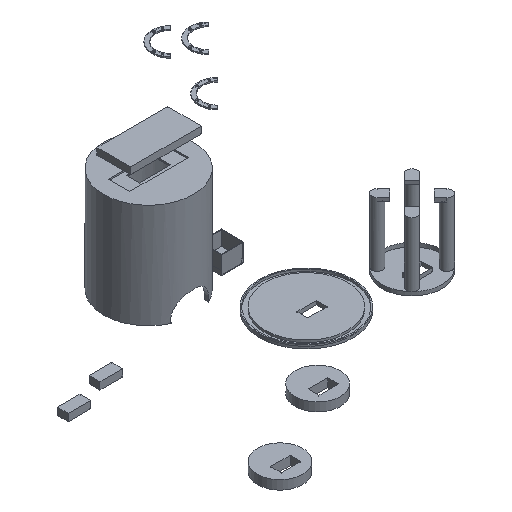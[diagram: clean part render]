
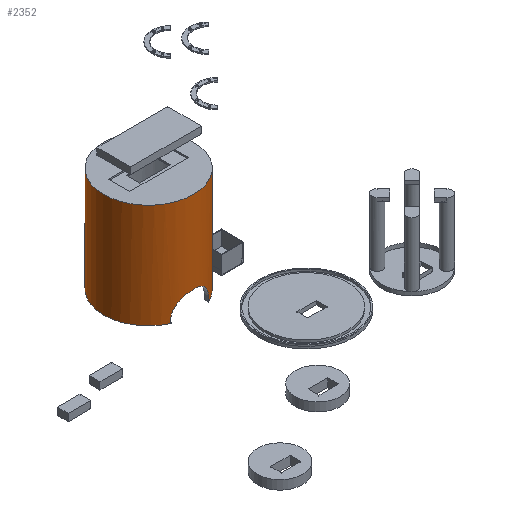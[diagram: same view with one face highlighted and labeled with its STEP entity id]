
A CAD part, isometric view. The second image highlights one B-rep face of the part: STEP entity #2352.
In plain terms, the highlighted cylindrical face has radius 60 mm (diameter 120 mm), a full revolution.
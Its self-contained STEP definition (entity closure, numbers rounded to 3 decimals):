
#14=B_SPLINE_CURVE_WITH_KNOTS('',3,(#3603,#3604,#3605,#3606,#3607,#3608,
#3609,#3610,#3611,#3612,#3613,#3614,#3615,#3616,#3617,#3618,#3619,#3620,
#3621,#3622,#3623,#3624,#3625,#3626,#3627,#3628,#3629,#3630,#3631,#3632,
#3633,#3634,#3635,#3636,#3637,#3638,#3639,#3640,#3641),.UNSPECIFIED.,.F.,
 .F.,(4,3,2,2,2,2,2,2,2,2,2,2,2,2,2,2,2,2,4),(-0.463,0.,0.478,
0.955,1.433,1.91,2.387,2.864,
3.341,3.818,4.295,4.772,5.249,
5.726,6.203,6.681,7.158,7.636,
8.099),.UNSPECIFIED.);
#19=CYLINDRICAL_SURFACE('',#2525,60.);
#52=CIRCLE('',#2508,60.);
#53=CIRCLE('',#2509,60.);
#55=CIRCLE('',#2520,60.);
#241=FACE_OUTER_BOUND('',#388,.T.);
#388=EDGE_LOOP('',(#1785,#1786,#1787,#1788,#1789,#1790));
#616=LINE('',#3696,#863);
#863=VECTOR('',#2921,60.);
#1060=VERTEX_POINT('',#3552);
#1061=VERTEX_POINT('',#3554);
#1062=VERTEX_POINT('',#3556);
#1079=VERTEX_POINT('',#3684);
#1306=EDGE_CURVE('',#1060,#1061,#52,.T.);
#1307=EDGE_CURVE('',#1061,#1062,#53,.T.);
#1312=EDGE_CURVE('',#1060,#1062,#14,.F.);
#1333=EDGE_CURVE('',#1079,#1079,#55,.T.);
#1338=EDGE_CURVE('',#1061,#1079,#616,.T.);
#1785=ORIENTED_EDGE('',*,*,#1306,.F.);
#1786=ORIENTED_EDGE('',*,*,#1312,.T.);
#1787=ORIENTED_EDGE('',*,*,#1307,.F.);
#1788=ORIENTED_EDGE('',*,*,#1338,.T.);
#1789=ORIENTED_EDGE('',*,*,#1333,.F.);
#1790=ORIENTED_EDGE('',*,*,#1338,.F.);
#2352=ADVANCED_FACE('',(#241),#19,.T.);
#2508=AXIS2_PLACEMENT_3D('',#3555,#2859,#2860);
#2509=AXIS2_PLACEMENT_3D('',#3557,#2861,#2862);
#2520=AXIS2_PLACEMENT_3D('',#3685,#2905,#2906);
#2525=AXIS2_PLACEMENT_3D('',#3695,#2919,#2920);
#2859=DIRECTION('center_axis',(0.,0.,-1.));
#2860=DIRECTION('ref_axis',(1.,0.,0.));
#2861=DIRECTION('center_axis',(0.,0.,-1.));
#2862=DIRECTION('ref_axis',(1.,0.,0.));
#2905=DIRECTION('center_axis',(0.,0.,1.));
#2906=DIRECTION('ref_axis',(1.,0.,0.));
#2919=DIRECTION('center_axis',(0.,0.,-1.));
#2920=DIRECTION('ref_axis',(1.,0.,0.));
#2921=DIRECTION('',(0.,0.,1.));
#3552=CARTESIAN_POINT('',(450.447,-704.746,23.));
#3554=CARTESIAN_POINT('',(415.,-650.,23.));
#3555=CARTESIAN_POINT('Origin',(475.,-650.,23.));
#3556=CARTESIAN_POINT('',(499.553,-704.746,23.));
#3557=CARTESIAN_POINT('Origin',(475.,-650.,23.));
#3603=CARTESIAN_POINT('Ctrl Pts',(499.553,-704.746,23.));
#3604=CARTESIAN_POINT('Ctrl Pts',(499.855,-704.611,24.576));
#3605=CARTESIAN_POINT('Ctrl Pts',(500.,-704.544,26.164));
#3606=CARTESIAN_POINT('Ctrl Pts',(500.,-704.544,27.709));
#3607=CARTESIAN_POINT('Ctrl Pts',(500.,-704.544,29.301));
#3608=CARTESIAN_POINT('Ctrl Pts',(499.846,-704.615,30.939));
#3609=CARTESIAN_POINT('Ctrl Pts',(499.203,-704.903,34.186));
#3610=CARTESIAN_POINT('Ctrl Pts',(498.715,-705.119,35.793));
#3611=CARTESIAN_POINT('Ctrl Pts',(497.434,-705.652,38.866));
#3612=CARTESIAN_POINT('Ctrl Pts',(496.64,-705.97,40.334));
#3613=CARTESIAN_POINT('Ctrl Pts',(494.812,-706.643,43.044));
#3614=CARTESIAN_POINT('Ctrl Pts',(493.777,-706.998,44.287));
#3615=CARTESIAN_POINT('Ctrl Pts',(491.579,-707.675,46.485));
#3616=CARTESIAN_POINT('Ctrl Pts',(490.337,-708.023,47.519));
#3617=CARTESIAN_POINT('Ctrl Pts',(487.627,-708.673,49.348));
#3618=CARTESIAN_POINT('Ctrl Pts',(486.158,-708.974,50.143));
#3619=CARTESIAN_POINT('Ctrl Pts',(483.083,-709.473,51.425));
#3620=CARTESIAN_POINT('Ctrl Pts',(481.475,-709.672,51.912));
#3621=CARTESIAN_POINT('Ctrl Pts',(478.228,-709.935,52.555));
#3622=CARTESIAN_POINT('Ctrl Pts',(476.59,-710.,52.709));
#3623=CARTESIAN_POINT('Ctrl Pts',(473.41,-710.,52.709));
#3624=CARTESIAN_POINT('Ctrl Pts',(471.772,-709.935,52.555));
#3625=CARTESIAN_POINT('Ctrl Pts',(468.525,-709.672,51.912));
#3626=CARTESIAN_POINT('Ctrl Pts',(466.917,-709.473,51.425));
#3627=CARTESIAN_POINT('Ctrl Pts',(463.842,-708.974,50.143));
#3628=CARTESIAN_POINT('Ctrl Pts',(462.373,-708.673,49.348));
#3629=CARTESIAN_POINT('Ctrl Pts',(459.663,-708.023,47.519));
#3630=CARTESIAN_POINT('Ctrl Pts',(458.421,-707.675,46.485));
#3631=CARTESIAN_POINT('Ctrl Pts',(456.223,-706.998,44.287));
#3632=CARTESIAN_POINT('Ctrl Pts',(455.188,-706.643,43.044));
#3633=CARTESIAN_POINT('Ctrl Pts',(453.36,-705.97,40.334));
#3634=CARTESIAN_POINT('Ctrl Pts',(452.566,-705.652,38.866));
#3635=CARTESIAN_POINT('Ctrl Pts',(451.285,-705.119,35.793));
#3636=CARTESIAN_POINT('Ctrl Pts',(450.797,-704.903,34.186));
#3637=CARTESIAN_POINT('Ctrl Pts',(450.154,-704.615,30.939));
#3638=CARTESIAN_POINT('Ctrl Pts',(450.,-704.544,29.301));
#3639=CARTESIAN_POINT('Ctrl Pts',(450.,-704.544,26.164));
#3640=CARTESIAN_POINT('Ctrl Pts',(450.145,-704.611,24.576));
#3641=CARTESIAN_POINT('Ctrl Pts',(450.447,-704.746,23.));
#3684=CARTESIAN_POINT('',(415.,-650.,162.));
#3685=CARTESIAN_POINT('Origin',(475.,-650.,162.));
#3695=CARTESIAN_POINT('Origin',(475.,-650.,160.));
#3696=CARTESIAN_POINT('',(415.,-650.,160.));
